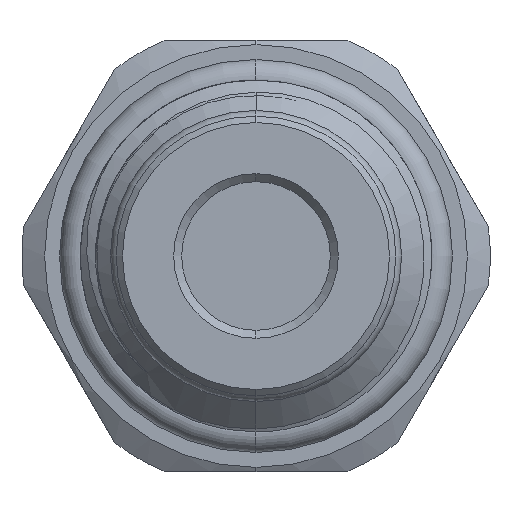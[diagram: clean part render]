
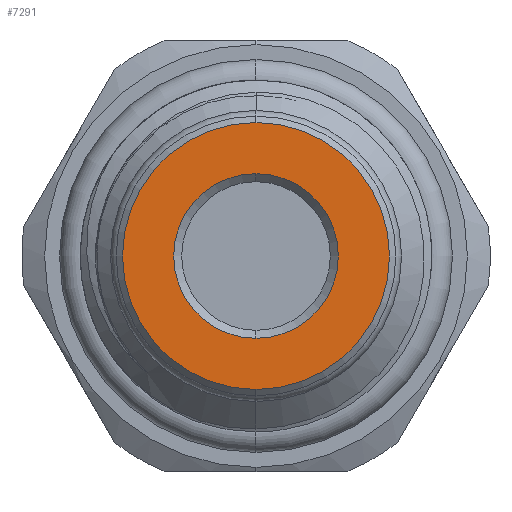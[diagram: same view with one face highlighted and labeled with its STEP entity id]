
A CAD part, left-side view. The second image highlights one B-rep face of the part: STEP entity #7291.
In plain terms, the highlighted planar face has unit normal (-1, 0, 0).
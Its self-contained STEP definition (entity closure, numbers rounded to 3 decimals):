
#455 = DIRECTION ( 'NONE',  ( 1., 0., 0. ) ) ;
#544 = PLANE ( 'NONE',  #1788 ) ;
#882 = AXIS2_PLACEMENT_3D ( 'NONE', #12314, #6773, #7854 ) ;
#1053 = EDGE_CURVE ( 'NONE', #6228, #8711, #7795, .T. ) ;
#1331 = VERTEX_POINT ( 'NONE', #1504 ) ;
#1504 = CARTESIAN_POINT ( 'NONE',  ( -36.085, 0., 5.15 ) ) ;
#1788 = AXIS2_PLACEMENT_3D ( 'NONE', #6235, #455, #14123 ) ;
#1934 = FACE_BOUND ( 'NONE', #8327, .T. ) ;
#2153 = CIRCLE ( 'NONE', #4597, 8.35 ) ;
#3028 = EDGE_CURVE ( 'NONE', #8711, #6228, #2153, .T. ) ;
#3302 = DIRECTION ( 'NONE',  ( 0., 0., -1. ) ) ;
#4003 = CIRCLE ( 'NONE', #882, 5.15 ) ;
#4597 = AXIS2_PLACEMENT_3D ( 'NONE', #10638, #5032, #10739 ) ;
#4803 = DIRECTION ( 'NONE',  ( 1., 0., 0. ) ) ;
#5032 = DIRECTION ( 'NONE',  ( 1., 0., 0. ) ) ;
#5205 = AXIS2_PLACEMENT_3D ( 'NONE', #12658, #4803, #10529 ) ;
#5403 = ORIENTED_EDGE ( 'NONE', *, *, #7775, .T. ) ;
#6228 = VERTEX_POINT ( 'NONE', #10083 ) ;
#6235 = CARTESIAN_POINT ( 'NONE',  ( -36.085, 8.35, 0. ) ) ;
#6636 = CARTESIAN_POINT ( 'NONE',  ( -36.085, 0., 0. ) ) ;
#6773 = DIRECTION ( 'NONE',  ( 1., 0., 0. ) ) ;
#6866 = FACE_OUTER_BOUND ( 'NONE', #8002, .T. ) ;
#7291 = ADVANCED_FACE ( 'NONE', ( #1934, #6866 ), #544, .F. ) ;
#7775 = EDGE_CURVE ( 'NONE', #1331, #13125, #8626, .T. ) ;
#7795 = CIRCLE ( 'NONE', #11776, 8.35 ) ;
#7854 = DIRECTION ( 'NONE',  ( 0., 0., -1. ) ) ;
#8002 = EDGE_LOOP ( 'NONE', ( #9046, #10106 ) ) ;
#8327 = EDGE_LOOP ( 'NONE', ( #5403, #9252 ) ) ;
#8626 = CIRCLE ( 'NONE', #5205, 5.15 ) ;
#8711 = VERTEX_POINT ( 'NONE', #12167 ) ;
#9046 = ORIENTED_EDGE ( 'NONE', *, *, #1053, .F. ) ;
#9252 = ORIENTED_EDGE ( 'NONE', *, *, #12372, .T. ) ;
#9261 = CARTESIAN_POINT ( 'NONE',  ( -36.085, 0., -5.15 ) ) ;
#10045 = DIRECTION ( 'NONE',  ( 1., 0., 0. ) ) ;
#10083 = CARTESIAN_POINT ( 'NONE',  ( -36.085, 0., -8.35 ) ) ;
#10106 = ORIENTED_EDGE ( 'NONE', *, *, #3028, .F. ) ;
#10529 = DIRECTION ( 'NONE',  ( 0., 0., -1. ) ) ;
#10638 = CARTESIAN_POINT ( 'NONE',  ( -36.085, 0., 0. ) ) ;
#10739 = DIRECTION ( 'NONE',  ( 0., 0., -1. ) ) ;
#11776 = AXIS2_PLACEMENT_3D ( 'NONE', #6636, #10045, #3302 ) ;
#12167 = CARTESIAN_POINT ( 'NONE',  ( -36.085, 0., 8.35 ) ) ;
#12314 = CARTESIAN_POINT ( 'NONE',  ( -36.085, 0., 0. ) ) ;
#12372 = EDGE_CURVE ( 'NONE', #13125, #1331, #4003, .T. ) ;
#12658 = CARTESIAN_POINT ( 'NONE',  ( -36.085, 0., 0. ) ) ;
#13125 = VERTEX_POINT ( 'NONE', #9261 ) ;
#14123 = DIRECTION ( 'NONE',  ( 0., 0., -1. ) ) ;
